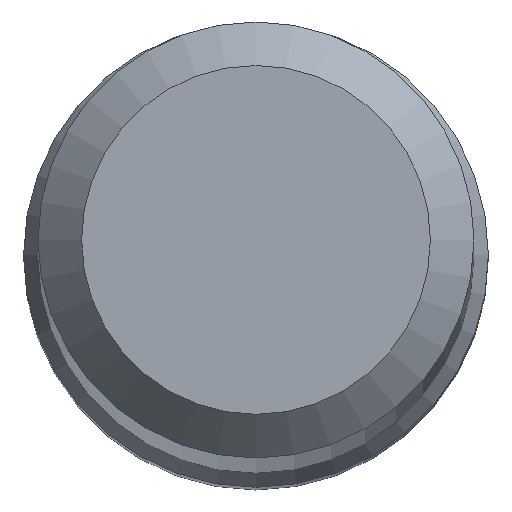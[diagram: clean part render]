
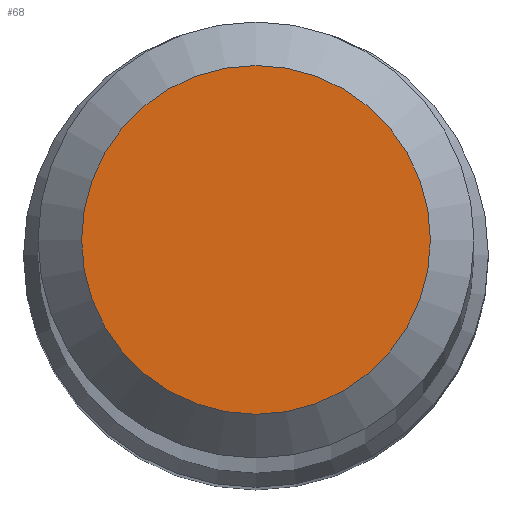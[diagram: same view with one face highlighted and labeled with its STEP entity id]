
A CAD part, top view. The second image highlights one B-rep face of the part: STEP entity #68.
In plain terms, the highlighted planar face has unit normal (0, 0, 1).
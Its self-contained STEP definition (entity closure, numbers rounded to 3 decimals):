
#14 = EDGE_LOOP ( 'NONE', ( #59 ) ) ;
#32 = CARTESIAN_POINT ( 'NONE',  ( 0., 1.2, 70. ) ) ;
#39 = AXIS2_PLACEMENT_3D ( 'NONE', #156, #114, #193 ) ;
#59 = ORIENTED_EDGE ( 'NONE', *, *, #143, .F. ) ;
#68 = ADVANCED_FACE ( 'NONE', ( #116 ), #100, .T. ) ;
#78 = CARTESIAN_POINT ( 'NONE',  ( 0., 0., 70. ) ) ;
#100 = PLANE ( 'NONE',  #185 ) ;
#114 = DIRECTION ( 'NONE',  ( 0., 0., -1. ) ) ;
#116 = FACE_OUTER_BOUND ( 'NONE', #14, .T. ) ;
#125 = CIRCLE ( 'NONE', #39, 1.2 ) ;
#143 = EDGE_CURVE ( 'NONE', #179, #179, #125, .T. ) ;
#156 = CARTESIAN_POINT ( 'NONE',  ( 0., 0., 70. ) ) ;
#174 = DIRECTION ( 'NONE',  ( 0., -1., 0. ) ) ;
#179 = VERTEX_POINT ( 'NONE', #32 ) ;
#185 = AXIS2_PLACEMENT_3D ( 'NONE', #78, #226, #174 ) ;
#193 = DIRECTION ( 'NONE',  ( 0., 1., 0. ) ) ;
#226 = DIRECTION ( 'NONE',  ( 0., 0., 1. ) ) ;
